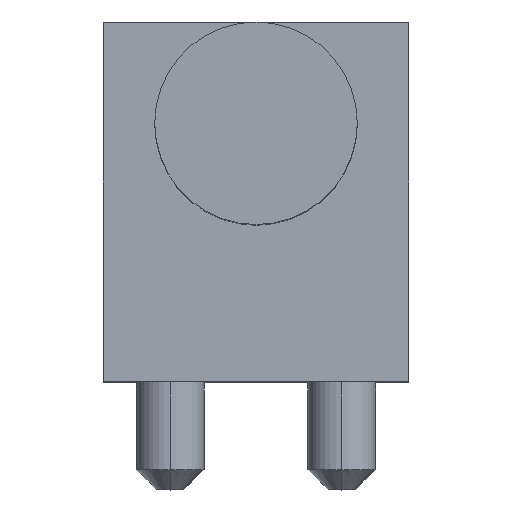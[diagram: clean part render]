
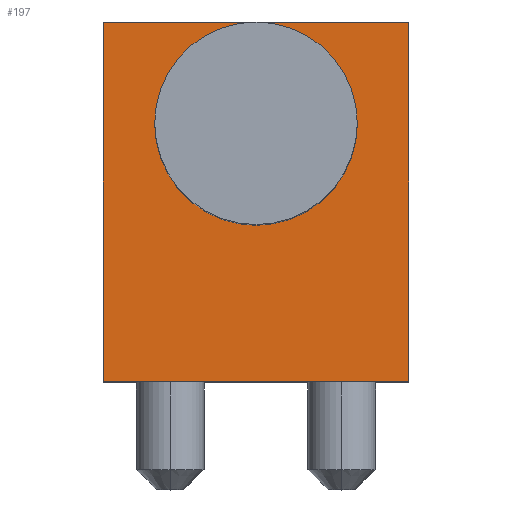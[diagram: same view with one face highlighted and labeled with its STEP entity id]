
A CAD part, top view. The second image highlights one B-rep face of the part: STEP entity #197.
In plain terms, the highlighted planar face has unit normal (0, 0, 1).
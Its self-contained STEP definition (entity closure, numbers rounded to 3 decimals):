
#15 = EDGE_CURVE ( 'NONE', #223, #424, #378, .T. ) ;
#21 = LINE ( 'NONE', #612, #238 ) ;
#30 = CARTESIAN_POINT ( 'NONE',  ( 2.26, 1.5, 0. ) ) ;
#31 = ORIENTED_EDGE ( 'NONE', *, *, #194, .F. ) ;
#37 = CARTESIAN_POINT ( 'NONE',  ( 2.26, 1.5, 0. ) ) ;
#46 = CARTESIAN_POINT ( 'NONE',  ( 0., 0., 0. ) ) ;
#83 = DIRECTION ( 'NONE',  ( 0., 0., 1. ) ) ;
#89 = CARTESIAN_POINT ( 'NONE',  ( 0., 1.5, 0. ) ) ;
#101 = DIRECTION ( 'NONE',  ( 1., 0., 0. ) ) ;
#114 = VECTOR ( 'NONE', #519, 1000. ) ;
#124 = DIRECTION ( 'NONE',  ( 1., 0., 0. ) ) ;
#153 = ORIENTED_EDGE ( 'NONE', *, *, #706, .F. ) ;
#155 = DIRECTION ( 'NONE',  ( -1., 0., 0. ) ) ;
#183 = LINE ( 'NONE', #531, #114 ) ;
#191 = CARTESIAN_POINT ( 'NONE',  ( 2.26, -3.81, 0. ) ) ;
#193 = VERTEX_POINT ( 'NONE', #30 ) ;
#194 = EDGE_CURVE ( 'NONE', #223, #193, #779, .T. ) ;
#197 = ADVANCED_FACE ( 'NONE', ( #355 ), #342, .F. ) ;
#200 = VECTOR ( 'NONE', #411, 1000. ) ;
#223 = VERTEX_POINT ( 'NONE', #89 ) ;
#226 = DIRECTION ( 'NONE',  ( 0., 0., 1. ) ) ;
#229 = DIRECTION ( 'NONE',  ( 1., 0., 0. ) ) ;
#238 = VECTOR ( 'NONE', #284, 1000. ) ;
#264 = AXIS2_PLACEMENT_3D ( 'NONE', #46, #494, #229 ) ;
#277 = CARTESIAN_POINT ( 'NONE',  ( 2.26, -3.81, 0. ) ) ;
#282 = EDGE_CURVE ( 'NONE', #424, #444, #720, .T. ) ;
#284 = DIRECTION ( 'NONE',  ( 0., 1., 0. ) ) ;
#286 = DIRECTION ( 'NONE',  ( -1., 0., 0. ) ) ;
#289 = AXIS2_PLACEMENT_3D ( 'NONE', #520, #83, #466 ) ;
#322 = EDGE_CURVE ( 'NONE', #444, #223, #673, .T. ) ;
#335 = ORIENTED_EDGE ( 'NONE', *, *, #282, .F. ) ;
#339 = DIRECTION ( 'NONE',  ( 0., 0., -1. ) ) ;
#341 = VECTOR ( 'NONE', #124, 1000. ) ;
#342 = PLANE ( 'NONE',  #564 ) ;
#355 = FACE_OUTER_BOUND ( 'NONE', #731, .T. ) ;
#363 = VERTEX_POINT ( 'NONE', #725 ) ;
#374 = VERTEX_POINT ( 'NONE', #191 ) ;
#378 = CIRCLE ( 'NONE', #289, 1.5 ) ;
#388 = LINE ( 'NONE', #393, #341 ) ;
#393 = CARTESIAN_POINT ( 'NONE',  ( 2.26, 1.5, 0. ) ) ;
#409 = LINE ( 'NONE', #277, #736 ) ;
#411 = DIRECTION ( 'NONE',  ( 1., 0., 0. ) ) ;
#424 = VERTEX_POINT ( 'NONE', #750 ) ;
#428 = EDGE_CURVE ( 'NONE', #363, #223, #388, .T. ) ;
#444 = VERTEX_POINT ( 'NONE', #516 ) ;
#453 = ORIENTED_EDGE ( 'NONE', *, *, #322, .F. ) ;
#464 = ORIENTED_EDGE ( 'NONE', *, *, #692, .F. ) ;
#466 = DIRECTION ( 'NONE',  ( 1., 0., 0. ) ) ;
#494 = DIRECTION ( 'NONE',  ( 0., 0., 1. ) ) ;
#507 = ORIENTED_EDGE ( 'NONE', *, *, #604, .F. ) ;
#516 = CARTESIAN_POINT ( 'NONE',  ( 1.5, 0., 0. ) ) ;
#519 = DIRECTION ( 'NONE',  ( 0., -1., 0. ) ) ;
#520 = CARTESIAN_POINT ( 'NONE',  ( 0., 0., 0. ) ) ;
#531 = CARTESIAN_POINT ( 'NONE',  ( 2.26, 1.5, 0. ) ) ;
#544 = CARTESIAN_POINT ( 'NONE',  ( 0., 0., 0. ) ) ;
#549 = VERTEX_POINT ( 'NONE', #633 ) ;
#564 = AXIS2_PLACEMENT_3D ( 'NONE', #544, #339, #286 ) ;
#604 = EDGE_CURVE ( 'NONE', #193, #374, #183, .T. ) ;
#612 = CARTESIAN_POINT ( 'NONE',  ( -2.26, 1.5, 0. ) ) ;
#633 = CARTESIAN_POINT ( 'NONE',  ( -2.26, -3.81, 0. ) ) ;
#665 = AXIS2_PLACEMENT_3D ( 'NONE', #727, #226, #101 ) ;
#669 = ORIENTED_EDGE ( 'NONE', *, *, #15, .F. ) ;
#673 = CIRCLE ( 'NONE', #264, 1.5 ) ;
#692 = EDGE_CURVE ( 'NONE', #374, #549, #409, .T. ) ;
#706 = EDGE_CURVE ( 'NONE', #549, #363, #21, .T. ) ;
#720 = CIRCLE ( 'NONE', #665, 1.5 ) ;
#725 = CARTESIAN_POINT ( 'NONE',  ( -2.26, 1.5, 0. ) ) ;
#727 = CARTESIAN_POINT ( 'NONE',  ( 0., 0., 0. ) ) ;
#731 = EDGE_LOOP ( 'NONE', ( #31, #453, #335, #669, #756, #153, #464, #507 ) ) ;
#736 = VECTOR ( 'NONE', #155, 1000. ) ;
#750 = CARTESIAN_POINT ( 'NONE',  ( -1.5, 0., 0. ) ) ;
#756 = ORIENTED_EDGE ( 'NONE', *, *, #428, .F. ) ;
#779 = LINE ( 'NONE', #37, #200 ) ;
